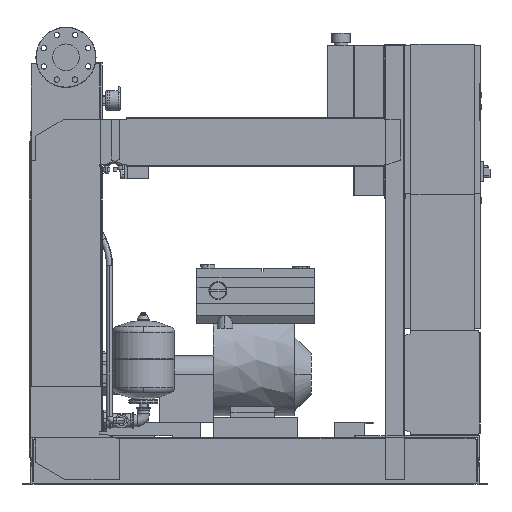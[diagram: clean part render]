
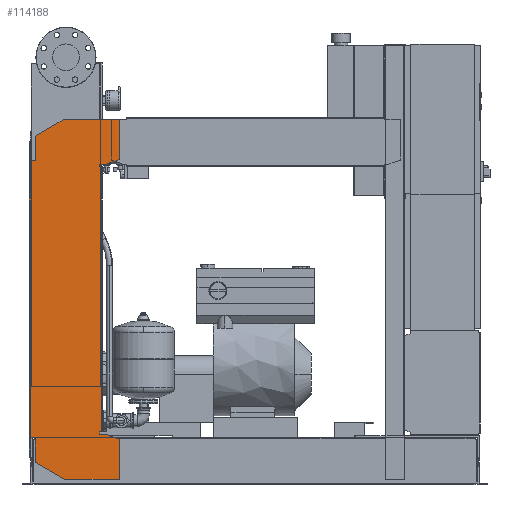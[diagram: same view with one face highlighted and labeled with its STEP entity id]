
A CAD part, front view. The second image highlights one B-rep face of the part: STEP entity #114188.
In plain terms, the highlighted free-form (B-spline) face has degree [1, 1] with [2, 2] control points.
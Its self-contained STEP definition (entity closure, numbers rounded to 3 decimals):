
#113673=CARTESIAN_POINT('',(-102.0,-463.5,1076.0));
#113674=VERTEX_POINT('',#113673);
#113681=CARTESIAN_POINT('',(-102.0,-463.5,1158.574));
#113682=VERTEX_POINT('',#113681);
#113683=CARTESIAN_POINT('',(-102.0,-463.5,1076.0));
#113684=DIRECTION('',(0.0,0.0,1.0));
#113685=VECTOR('',#113684,82.574);
#113686=LINE('',#113683,#113685);
#113687=EDGE_CURVE('',#113674,#113682,#113686,.T.);
#113705=CARTESIAN_POINT('',(-6.,-463.5,1214.0));
#113706=VERTEX_POINT('',#113705);
#113707=CARTESIAN_POINT('',(-102.0,-463.5,1158.574));
#113708=DIRECTION('',(0.866,0.0,0.5));
#113709=VECTOR('',#113708,110.851);
#113710=LINE('',#113707,#113709);
#113711=EDGE_CURVE('',#113682,#113706,#113710,.T.);
#113729=CARTESIAN_POINT('',(177.0,-463.5,1214.0));
#113730=VERTEX_POINT('',#113729);
#113731=CARTESIAN_POINT('',(-6.,-463.5,1214.0));
#113732=DIRECTION('',(1.0,0.0,0.0));
#113733=VECTOR('',#113732,183.0);
#113734=LINE('',#113731,#113733);
#113735=EDGE_CURVE('',#113706,#113730,#113734,.T.);
#113753=CARTESIAN_POINT('',(177.0,-463.5,1080.379));
#113754=VERTEX_POINT('',#113753);
#113755=CARTESIAN_POINT('',(177.0,-463.5,1214.0));
#113756=DIRECTION('',(0.0,0.0,-1.0));
#113757=VECTOR('',#113756,133.621);
#113758=LINE('',#113755,#113757);
#113759=EDGE_CURVE('',#113730,#113754,#113758,.T.);
#113777=CARTESIAN_POINT('',(132.,-463.5,1064.0));
#113778=VERTEX_POINT('',#113777);
#113779=CARTESIAN_POINT('',(177.0,-463.5,1080.379));
#113780=DIRECTION('',(-0.94,0.0,-0.342));
#113781=VECTOR('',#113780,47.888);
#113782=LINE('',#113779,#113781);
#113783=EDGE_CURVE('',#113754,#113778,#113782,.T.);
#113801=CARTESIAN_POINT('',(112.0,-463.5,1064.0));
#113802=VERTEX_POINT('',#113801);
#113803=CARTESIAN_POINT('',(132.,-463.5,1064.0));
#113804=DIRECTION('',(-1.0,0.0,0.0));
#113805=VECTOR('',#113804,20.);
#113806=LINE('',#113803,#113805);
#113807=EDGE_CURVE('',#113778,#113802,#113806,.T.);
#113825=CARTESIAN_POINT('',(112.0,-463.5,1056.0));
#113826=VERTEX_POINT('',#113825);
#113827=CARTESIAN_POINT('',(112.0,-463.5,1064.0));
#113828=DIRECTION('',(0.0,0.0,-1.0));
#113829=VECTOR('',#113828,8.0);
#113830=LINE('',#113827,#113829);
#113831=EDGE_CURVE('',#113802,#113826,#113830,.T.);
#113849=CARTESIAN_POINT('',(120.,-463.5,1056.0));
#113850=VERTEX_POINT('',#113849);
#113851=CARTESIAN_POINT('',(112.0,-463.5,1056.0));
#113852=DIRECTION('',(1.0,0.0,0.0));
#113853=VECTOR('',#113852,8.);
#113854=LINE('',#113851,#113853);
#113855=EDGE_CURVE('',#113826,#113850,#113854,.T.);
#113873=CARTESIAN_POINT('',(120.,-463.5,176.));
#113874=VERTEX_POINT('',#113873);
#113885=CARTESIAN_POINT('',(120.,-463.5,1056.0));
#113886=DIRECTION('',(0.0,0.0,-1.0));
#113887=VECTOR('',#113886,880.);
#113888=LINE('',#113885,#113887);
#113889=EDGE_CURVE('',#113850,#113874,#113888,.T.);
#113903=CARTESIAN_POINT('',(112.,-463.5,176.));
#113904=VERTEX_POINT('',#113903);
#113905=CARTESIAN_POINT('',(120.,-463.5,176.));
#113906=DIRECTION('',(-1.0,0.0,0.0));
#113907=VECTOR('',#113906,8.);
#113908=LINE('',#113905,#113907);
#113909=EDGE_CURVE('',#113874,#113904,#113908,.T.);
#113927=CARTESIAN_POINT('',(112.,-463.5,168.));
#113928=VERTEX_POINT('',#113927);
#113929=CARTESIAN_POINT('',(112.,-463.5,176.));
#113930=DIRECTION('',(0.0,0.0,-1.0));
#113931=VECTOR('',#113930,8.0);
#113932=LINE('',#113929,#113931);
#113933=EDGE_CURVE('',#113904,#113928,#113932,.T.);
#113951=CARTESIAN_POINT('',(132.,-463.5,168.));
#113952=VERTEX_POINT('',#113951);
#113953=CARTESIAN_POINT('',(112.,-463.5,168.));
#113954=DIRECTION('',(1.0,0.0,0.0));
#113955=VECTOR('',#113954,20.0);
#113956=LINE('',#113953,#113955);
#113957=EDGE_CURVE('',#113928,#113952,#113956,.T.);
#113975=CARTESIAN_POINT('',(177.,-463.5,151.621));
#113976=VERTEX_POINT('',#113975);
#113977=CARTESIAN_POINT('',(132.,-463.5,168.));
#113978=DIRECTION('',(0.94,0.0,-0.342));
#113979=VECTOR('',#113978,47.888);
#113980=LINE('',#113977,#113979);
#113981=EDGE_CURVE('',#113952,#113976,#113980,.T.);
#113999=CARTESIAN_POINT('',(177.,-463.5,18.0));
#114000=VERTEX_POINT('',#113999);
#114001=CARTESIAN_POINT('',(177.,-463.5,151.621));
#114002=DIRECTION('',(0.0,0.0,-1.0));
#114003=VECTOR('',#114002,133.621);
#114004=LINE('',#114001,#114003);
#114005=EDGE_CURVE('',#113976,#114000,#114004,.T.);
#114023=CARTESIAN_POINT('',(-4.,-463.5,18.0));
#114024=VERTEX_POINT('',#114023);
#114025=CARTESIAN_POINT('',(177.,-463.5,18.0));
#114026=DIRECTION('',(-1.0,0.0,0.0));
#114027=VECTOR('',#114026,181.);
#114028=LINE('',#114025,#114027);
#114029=EDGE_CURVE('',#114000,#114024,#114028,.T.);
#114047=CARTESIAN_POINT('',(-102.,-463.5,74.58));
#114048=VERTEX_POINT('',#114047);
#114049=CARTESIAN_POINT('',(-4.,-463.5,18.0));
#114050=DIRECTION('',(-0.866,0.,0.5));
#114051=VECTOR('',#114050,113.161);
#114052=LINE('',#114049,#114051);
#114053=EDGE_CURVE('',#114024,#114048,#114052,.T.);
#114071=CARTESIAN_POINT('',(-102.,-463.5,156.0));
#114072=VERTEX_POINT('',#114071);
#114073=CARTESIAN_POINT('',(-102.,-463.5,74.58));
#114074=DIRECTION('',(0.0,0.0,1.0));
#114075=VECTOR('',#114074,81.42);
#114076=LINE('',#114073,#114075);
#114077=EDGE_CURVE('',#114048,#114072,#114076,.T.);
#114095=CARTESIAN_POINT('',(-122.,-463.5,156.0));
#114096=VERTEX_POINT('',#114095);
#114097=CARTESIAN_POINT('',(-102.,-463.5,156.0));
#114098=DIRECTION('',(-1.0,0.0,0.0));
#114099=VECTOR('',#114098,20.0);
#114100=LINE('',#114097,#114099);
#114101=EDGE_CURVE('',#114072,#114096,#114100,.T.);
#114119=CARTESIAN_POINT('',(-122.0,-463.5,1076.0));
#114120=VERTEX_POINT('',#114119);
#114133=CARTESIAN_POINT('',(-122.,-463.5,156.0));
#114134=DIRECTION('',(0.0,0.0,1.0));
#114135=VECTOR('',#114134,920.0);
#114136=LINE('',#114133,#114135);
#114137=EDGE_CURVE('',#114096,#114120,#114136,.T.);
#114151=CARTESIAN_POINT('',(-122.0,-463.5,1076.0));
#114152=DIRECTION('',(1.0,0.0,0.0));
#114153=VECTOR('',#114152,20.0);
#114154=LINE('',#114151,#114153);
#114155=EDGE_CURVE('',#114120,#113674,#114154,.T.);
#114161=CARTESIAN_POINT('',(-122.,-463.5,18.0));
#114162=CARTESIAN_POINT('',(177.0,-463.5,18.0));
#114163=CARTESIAN_POINT('',(-122.,-463.5,1214.0));
#114164=CARTESIAN_POINT('',(177.0,-463.5,1214.0));
#114165=B_SPLINE_SURFACE_WITH_KNOTS('',1,1,((#114161,#114163),(#114162,#114164)),.UNSPECIFIED.,.F.,.F.,.U.,(2,2),(2,2),(0.0,299.),(0.0,1196.0),.UNSPECIFIED.);
#114166=ORIENTED_EDGE('',*,*,#114155,.F.);
#114167=ORIENTED_EDGE('',*,*,#114137,.F.);
#114168=ORIENTED_EDGE('',*,*,#114101,.F.);
#114169=ORIENTED_EDGE('',*,*,#114077,.F.);
#114170=ORIENTED_EDGE('',*,*,#114053,.F.);
#114171=ORIENTED_EDGE('',*,*,#114029,.F.);
#114172=ORIENTED_EDGE('',*,*,#114005,.F.);
#114173=ORIENTED_EDGE('',*,*,#113981,.F.);
#114174=ORIENTED_EDGE('',*,*,#113957,.F.);
#114175=ORIENTED_EDGE('',*,*,#113933,.F.);
#114176=ORIENTED_EDGE('',*,*,#113909,.F.);
#114177=ORIENTED_EDGE('',*,*,#113889,.F.);
#114178=ORIENTED_EDGE('',*,*,#113855,.F.);
#114179=ORIENTED_EDGE('',*,*,#113831,.F.);
#114180=ORIENTED_EDGE('',*,*,#113807,.F.);
#114181=ORIENTED_EDGE('',*,*,#113783,.F.);
#114182=ORIENTED_EDGE('',*,*,#113759,.F.);
#114183=ORIENTED_EDGE('',*,*,#113735,.F.);
#114184=ORIENTED_EDGE('',*,*,#113711,.F.);
#114185=ORIENTED_EDGE('',*,*,#113687,.F.);
#114186=EDGE_LOOP('',(#114166,#114167,#114168,#114169,#114170,#114171,#114172,#114173,#114174,#114175,#114176,#114177,#114178,#114179,#114180,#114181,#114182,#114183,#114184,#114185));
#114187=FACE_OUTER_BOUND('',#114186,.T.);
#114188=ADVANCED_FACE('',(#114187),#114165,.T.);
